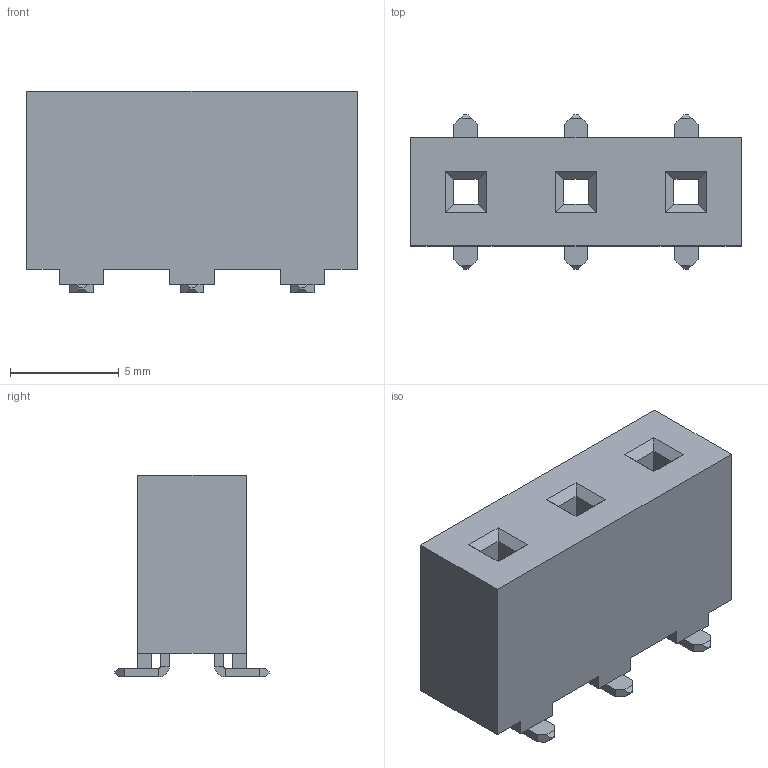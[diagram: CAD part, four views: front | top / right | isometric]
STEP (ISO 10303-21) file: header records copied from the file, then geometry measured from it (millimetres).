
FILE_DESCRIPTION(('STEP AP242'),'1');
FILE_NAME('19689_AF1D-S-508-114-03-G-H89.stp','2023-03-24T12:29:37',(' '),(' '),'Spatial InterOp 3D',' ',' ');
FILE_SCHEMA(('AP242_MANAGED_MODEL_BASED_3D_ENGINEERING_MIM_LF {1 0 10303 442 1 1 4}'));
Length unit declared in the file: millimetre
Products named in the file (4): ANTELEC-CAC-FTV2-C-F-CMS-D; Broche plate coudée; Isolant FT V2; Assemblage CAD Service ASMB-MASTER-1 31
Assembly tree (8 placements, depth 3):
  Assemblage CAD Service ASMB-MASTER-1 31
    ANTELEC-CAC-FTV2-C-F-CMS-D
      Broche plate coudée  x6
      Isolant FT V2
Bounding box: 15.24 x 7.1 x 9.3 mm (x, y, z)
Volume: 511 mm3; surface area: 859.3 mm2
Topology: 7 solids, 7 shells, 177 faces, 420 edges, 260 vertices
Faces by surface type: plane 165, cylinder 12
Entity records: 4037 total; most frequent: CARTESIAN_POINT 457, ORIENTED_EDGE 440, DIRECTION 418, EDGE_CURVE 220, LINE 216, VECTOR 216, VERTEX_POINT 140, PROPERTY_DEFINITION_REPRESENTATION 107
